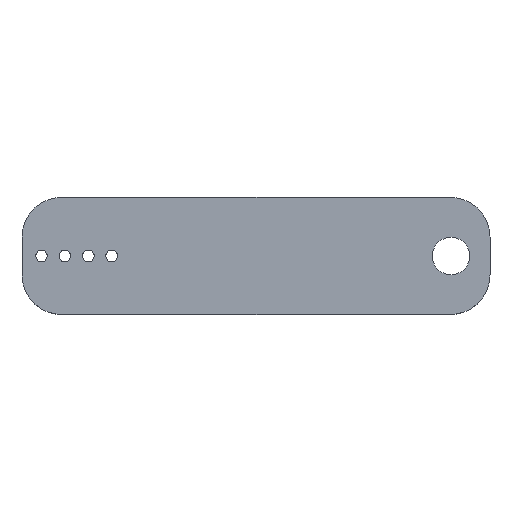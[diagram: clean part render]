
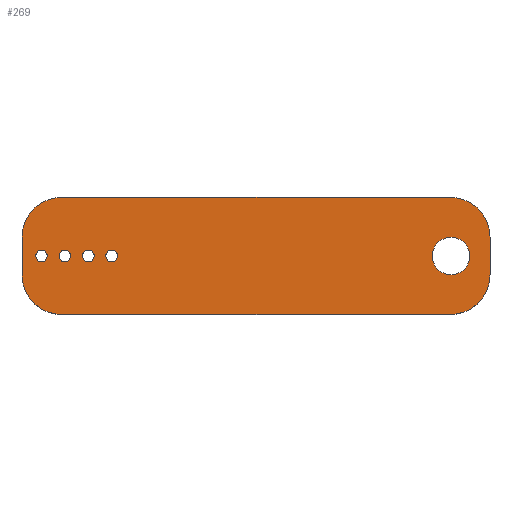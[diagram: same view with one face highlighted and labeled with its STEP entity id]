
A CAD part, top view. The second image highlights one B-rep face of the part: STEP entity #269.
In plain terms, the highlighted planar face has unit normal (0, 0, 1).
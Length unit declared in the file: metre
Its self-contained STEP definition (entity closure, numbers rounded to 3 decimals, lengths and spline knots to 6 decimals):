
#21=CIRCLE('',#298,0.0024);
#22=CIRCLE('',#299,0.00075);
#23=CIRCLE('',#300,0.00075);
#24=CIRCLE('',#301,0.00075);
#25=CIRCLE('',#302,0.00075);
#26=CIRCLE('',#303,0.00508);
#27=CIRCLE('',#304,0.00508);
#28=CIRCLE('',#305,0.00508);
#29=CIRCLE('',#306,0.00508);
#55=ORIENTED_EDGE('',*,*,#123,.F.);
#56=ORIENTED_EDGE('',*,*,#124,.F.);
#57=ORIENTED_EDGE('',*,*,#125,.F.);
#58=ORIENTED_EDGE('',*,*,#126,.F.);
#59=ORIENTED_EDGE('',*,*,#127,.F.);
#60=ORIENTED_EDGE('',*,*,#117,.T.);
#61=ORIENTED_EDGE('',*,*,#128,.T.);
#62=ORIENTED_EDGE('',*,*,#119,.F.);
#63=ORIENTED_EDGE('',*,*,#129,.T.);
#64=ORIENTED_EDGE('',*,*,#107,.F.);
#65=ORIENTED_EDGE('',*,*,#130,.T.);
#66=ORIENTED_EDGE('',*,*,#113,.T.);
#67=ORIENTED_EDGE('',*,*,#131,.T.);
#107=EDGE_CURVE('',#141,#142,#167,.T.);
#113=EDGE_CURVE('',#148,#147,#173,.T.);
#117=EDGE_CURVE('',#152,#151,#177,.T.);
#119=EDGE_CURVE('',#153,#154,#179,.T.);
#123=EDGE_CURVE('',#157,#157,#21,.T.);
#124=EDGE_CURVE('',#158,#158,#22,.T.);
#125=EDGE_CURVE('',#159,#159,#23,.T.);
#126=EDGE_CURVE('',#160,#160,#24,.T.);
#127=EDGE_CURVE('',#161,#161,#25,.T.);
#128=EDGE_CURVE('',#151,#154,#26,.T.);
#129=EDGE_CURVE('',#153,#142,#27,.T.);
#130=EDGE_CURVE('',#141,#148,#28,.T.);
#131=EDGE_CURVE('',#147,#152,#29,.T.);
#141=VERTEX_POINT('',#413);
#142=VERTEX_POINT('',#414);
#147=VERTEX_POINT('',#425);
#148=VERTEX_POINT('',#427);
#151=VERTEX_POINT('',#434);
#152=VERTEX_POINT('',#436);
#153=VERTEX_POINT('',#440);
#154=VERTEX_POINT('',#441);
#157=VERTEX_POINT('',#449);
#158=VERTEX_POINT('',#451);
#159=VERTEX_POINT('',#453);
#160=VERTEX_POINT('',#455);
#161=VERTEX_POINT('',#457);
#167=LINE('',#412,#183);
#173=LINE('',#426,#189);
#177=LINE('',#435,#193);
#179=LINE('',#439,#195);
#183=VECTOR('',#330,1.);
#189=VECTOR('',#338,1.);
#193=VECTOR('',#344,1.);
#195=VECTOR('',#348,1.);
#203=EDGE_LOOP('',(#55));
#204=EDGE_LOOP('',(#56));
#205=EDGE_LOOP('',(#57));
#206=EDGE_LOOP('',(#58));
#207=EDGE_LOOP('',(#59));
#208=EDGE_LOOP('',(#60,#61,#62,#63,#64,#65,#66,#67));
#233=FACE_BOUND('',#203,.T.);
#234=FACE_BOUND('',#204,.T.);
#235=FACE_BOUND('',#205,.T.);
#236=FACE_BOUND('',#206,.T.);
#237=FACE_BOUND('',#207,.T.);
#238=FACE_BOUND('',#208,.T.);
#263=PLANE('',#297);
#269=ADVANCED_FACE('',(#233,#234,#235,#236,#237,#238),#263,.T.);
#297=AXIS2_PLACEMENT_3D('',#447,#352,#353);
#298=AXIS2_PLACEMENT_3D('',#448,#354,#355);
#299=AXIS2_PLACEMENT_3D('',#450,#356,#357);
#300=AXIS2_PLACEMENT_3D('',#452,#358,#359);
#301=AXIS2_PLACEMENT_3D('',#454,#360,#361);
#302=AXIS2_PLACEMENT_3D('',#456,#362,#363);
#303=AXIS2_PLACEMENT_3D('',#458,#364,#365);
#304=AXIS2_PLACEMENT_3D('',#459,#366,#367);
#305=AXIS2_PLACEMENT_3D('',#460,#368,#369);
#306=AXIS2_PLACEMENT_3D('',#461,#370,#371);
#330=DIRECTION('',(0.,1.,0.));
#338=DIRECTION('',(1.,0.,0.));
#344=DIRECTION('',(0.,1.,0.));
#348=DIRECTION('',(1.,0.,0.));
#352=DIRECTION('',(0.,0.,1.));
#353=DIRECTION('',(1.,0.,0.));
#354=DIRECTION('',(0.,0.,1.));
#355=DIRECTION('',(1.,0.,0.));
#356=DIRECTION('',(0.,0.,1.));
#357=DIRECTION('',(1.,0.,0.));
#358=DIRECTION('',(0.,0.,1.));
#359=DIRECTION('',(1.,0.,0.));
#360=DIRECTION('',(0.,0.,1.));
#361=DIRECTION('',(1.,0.,0.));
#362=DIRECTION('',(0.,0.,1.));
#363=DIRECTION('',(1.,0.,0.));
#364=DIRECTION('',(0.,0.,1.));
#365=DIRECTION('',(1.,0.,0.));
#366=DIRECTION('',(0.,0.,1.));
#367=DIRECTION('',(1.,0.,0.));
#368=DIRECTION('',(0.,0.,1.));
#369=DIRECTION('',(1.,0.,0.));
#370=DIRECTION('',(0.,0.,1.));
#371=DIRECTION('',(1.,0.,0.));
#412=CARTESIAN_POINT('',(0.,0.00375,0.004));
#413=CARTESIAN_POINT('',(0.,0.00508,0.004));
#414=CARTESIAN_POINT('',(0.,0.00992,0.004));
#425=CARTESIAN_POINT('',(0.05492,0.,0.004));
#426=CARTESIAN_POINT('',(0.03,0.,0.004));
#427=CARTESIAN_POINT('',(0.00508,0.,0.004));
#434=CARTESIAN_POINT('',(0.06,0.00992,0.004));
#435=CARTESIAN_POINT('',(0.06,0.00375,0.004));
#436=CARTESIAN_POINT('',(0.06,0.00508,0.004));
#439=CARTESIAN_POINT('',(0.03,0.015,0.004));
#440=CARTESIAN_POINT('',(0.00508,0.015,0.004));
#441=CARTESIAN_POINT('',(0.05492,0.015,0.004));
#447=CARTESIAN_POINT('',(0.03,0.0075,0.004));
#448=CARTESIAN_POINT('',(0.055,0.0075,0.004));
#449=CARTESIAN_POINT('',(0.0574,0.0075,0.004));
#450=CARTESIAN_POINT('',(0.0025,0.0075,0.004));
#451=CARTESIAN_POINT('',(0.00325,0.0075,0.004));
#452=CARTESIAN_POINT('',(0.0055,0.0075,0.004));
#453=CARTESIAN_POINT('',(0.00625,0.0075,0.004));
#454=CARTESIAN_POINT('',(0.0085,0.0075,0.004));
#455=CARTESIAN_POINT('',(0.00925,0.0075,0.004));
#456=CARTESIAN_POINT('',(0.0115,0.0075,0.004));
#457=CARTESIAN_POINT('',(0.01225,0.0075,0.004));
#458=CARTESIAN_POINT('',(0.05492,0.00992,0.004));
#459=CARTESIAN_POINT('',(0.00508,0.00992,0.004));
#460=CARTESIAN_POINT('',(0.00508,0.00508,0.004));
#461=CARTESIAN_POINT('',(0.05492,0.00508,0.004));
